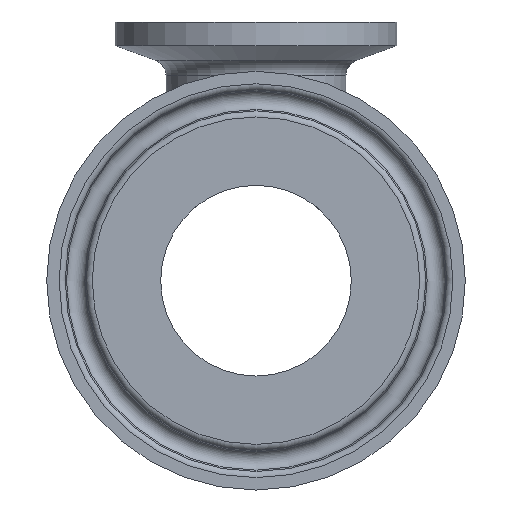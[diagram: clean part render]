
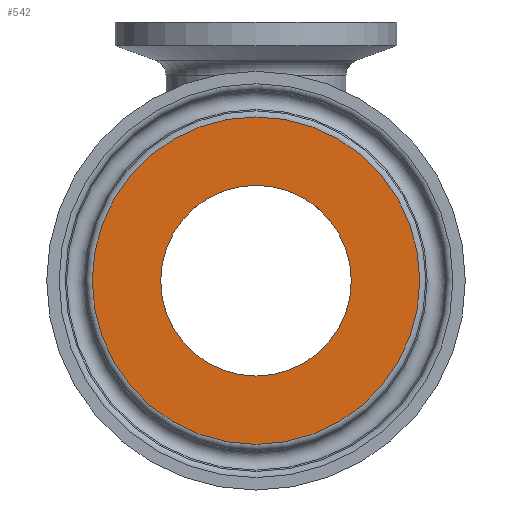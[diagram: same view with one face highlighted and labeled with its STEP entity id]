
A CAD part, left-side view. The second image highlights one B-rep face of the part: STEP entity #542.
In plain terms, the highlighted planar face has unit normal (-1, 0, 0).
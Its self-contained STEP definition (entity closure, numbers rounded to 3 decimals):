
#18=FACE_BOUND('',#135,.T.);
#25=PLANE('',#629);
#97=FACE_OUTER_BOUND('',#134,.T.);
#134=EDGE_LOOP('',(#431));
#135=EDGE_LOOP('',(#432));
#184=CIRCLE('',#622,19.747);
#190=CIRCLE('',#630,11.5);
#242=VERTEX_POINT('',#1009);
#247=VERTEX_POINT('',#1023);
#307=EDGE_CURVE('',#242,#242,#184,.T.);
#314=EDGE_CURVE('',#247,#247,#190,.T.);
#431=ORIENTED_EDGE('',*,*,#307,.F.);
#432=ORIENTED_EDGE('',*,*,#314,.F.);
#542=ADVANCED_FACE('',(#97,#18),#25,.T.);
#622=AXIS2_PLACEMENT_3D('',#1010,#768,#769);
#629=AXIS2_PLACEMENT_3D('',#1022,#783,#784);
#630=AXIS2_PLACEMENT_3D('',#1024,#785,#786);
#768=DIRECTION('center_axis',(1.,0.,0.));
#769=DIRECTION('ref_axis',(0.,-1.,0.));
#783=DIRECTION('center_axis',(-1.,0.,0.));
#784=DIRECTION('ref_axis',(0.,0.,-1.));
#785=DIRECTION('center_axis',(-1.,0.,0.));
#786=DIRECTION('ref_axis',(0.,0.,-1.));
#1009=CARTESIAN_POINT('',(-55.,0.,-19.747));
#1010=CARTESIAN_POINT('Origin',(-55.,0.,0.));
#1022=CARTESIAN_POINT('Origin',(-55.,-11.5,0.));
#1023=CARTESIAN_POINT('',(-55.,11.5,0.));
#1024=CARTESIAN_POINT('Origin',(-55.,0.,0.));
